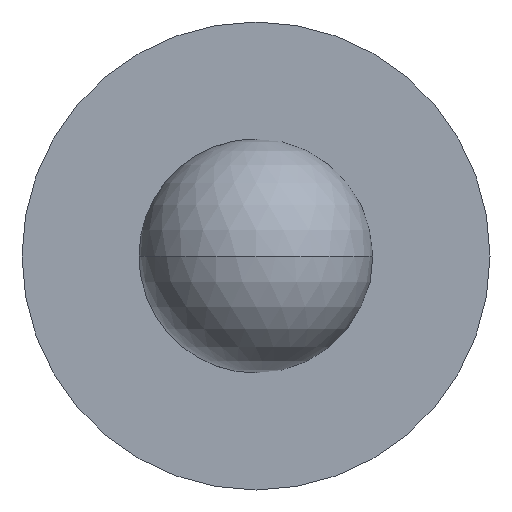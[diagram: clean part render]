
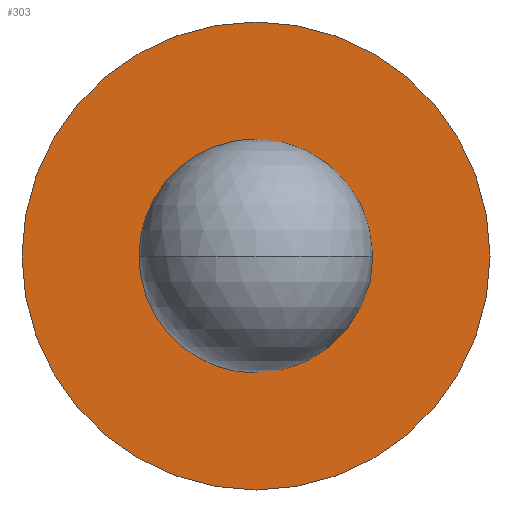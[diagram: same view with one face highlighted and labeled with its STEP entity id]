
A CAD part, front view. The second image highlights one B-rep face of the part: STEP entity #303.
In plain terms, the highlighted planar face has unit normal (0, -1, 0).
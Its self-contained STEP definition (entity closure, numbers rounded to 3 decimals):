
#10 = EDGE_LOOP ( 'NONE', ( #11, #695 ) ) ;
#11 = ORIENTED_EDGE ( 'NONE', *, *, #1811, .T. ) ;
#13 = CARTESIAN_POINT ( 'NONE',  ( 0., 0., 25.5 ) ) ;
#48 = DIRECTION ( 'NONE',  ( 0., 0., -1. ) ) ;
#51 = DIRECTION ( 'NONE',  ( 0., -1., 0. ) ) ;
#56 = CARTESIAN_POINT ( 'NONE',  ( 80., 0., 0. ) ) ;
#86 = PLANE ( 'NONE',  #1400 ) ;
#99 = VERTEX_POINT ( 'NONE', #838 ) ;
#208 = VERTEX_POINT ( 'NONE', #293 ) ;
#271 = AXIS2_PLACEMENT_3D ( 'NONE', #847, #846, #845 ) ;
#293 = CARTESIAN_POINT ( 'NONE',  ( 0., 0., -80. ) ) ;
#303 = ADVANCED_FACE ( 'NONE', ( #1753, #1958 ), #86, .T. ) ;
#345 = AXIS2_PLACEMENT_3D ( 'NONE', #1687, #1685, #1684 ) ;
#371 = EDGE_LOOP ( 'NONE', ( #1686, #999 ) ) ;
#390 = VERTEX_POINT ( 'NONE', #13 ) ;
#415 = AXIS2_PLACEMENT_3D ( 'NONE', #954, #951, #947 ) ;
#695 = ORIENTED_EDGE ( 'NONE', *, *, #1921, .T. ) ;
#763 = VERTEX_POINT ( 'NONE', #1691 ) ;
#838 = CARTESIAN_POINT ( 'NONE',  ( 0., 0., 80. ) ) ;
#845 = DIRECTION ( 'NONE',  ( 0., 0., -1. ) ) ;
#846 = DIRECTION ( 'NONE',  ( 0., -1., 0. ) ) ;
#847 = CARTESIAN_POINT ( 'NONE',  ( 0., 0., 0. ) ) ;
#919 = DIRECTION ( 'NONE',  ( 0., 0., 1. ) ) ;
#921 = DIRECTION ( 'NONE',  ( 0., 1., 0. ) ) ;
#925 = CARTESIAN_POINT ( 'NONE',  ( 0., 0., 0. ) ) ;
#947 = DIRECTION ( 'NONE',  ( 0., 0., -1. ) ) ;
#951 = DIRECTION ( 'NONE',  ( 0., -1., 0. ) ) ;
#954 = CARTESIAN_POINT ( 'NONE',  ( 0., 0., 0. ) ) ;
#999 = ORIENTED_EDGE ( 'NONE', *, *, #1042, .T. ) ;
#1042 = EDGE_CURVE ( 'NONE', #763, #390, #1175, .T. ) ;
#1060 = CIRCLE ( 'NONE', #1131, 25.5 ) ;
#1131 = AXIS2_PLACEMENT_3D ( 'NONE', #925, #921, #919 ) ;
#1175 = CIRCLE ( 'NONE', #345, 25.5 ) ;
#1247 = CIRCLE ( 'NONE', #415, 80. ) ;
#1400 = AXIS2_PLACEMENT_3D ( 'NONE', #56, #51, #48 ) ;
#1684 = DIRECTION ( 'NONE',  ( 0., 0., 1. ) ) ;
#1685 = DIRECTION ( 'NONE',  ( 0., 1., 0. ) ) ;
#1686 = ORIENTED_EDGE ( 'NONE', *, *, #1822, .T. ) ;
#1687 = CARTESIAN_POINT ( 'NONE',  ( 0., 0., 0. ) ) ;
#1691 = CARTESIAN_POINT ( 'NONE',  ( 0., 0., -25.5 ) ) ;
#1753 = FACE_OUTER_BOUND ( 'NONE', #10, .T. ) ;
#1811 = EDGE_CURVE ( 'NONE', #208, #99, #1247, .T. ) ;
#1822 = EDGE_CURVE ( 'NONE', #390, #763, #1060, .T. ) ;
#1903 = CIRCLE ( 'NONE', #271, 80. ) ;
#1921 = EDGE_CURVE ( 'NONE', #99, #208, #1903, .T. ) ;
#1958 = FACE_BOUND ( 'NONE', #371, .T. ) ;
